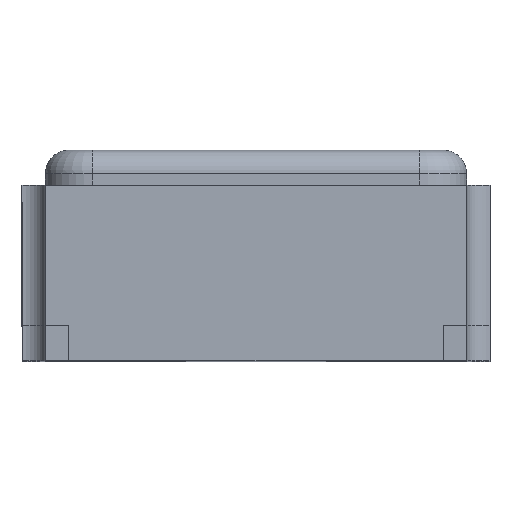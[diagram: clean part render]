
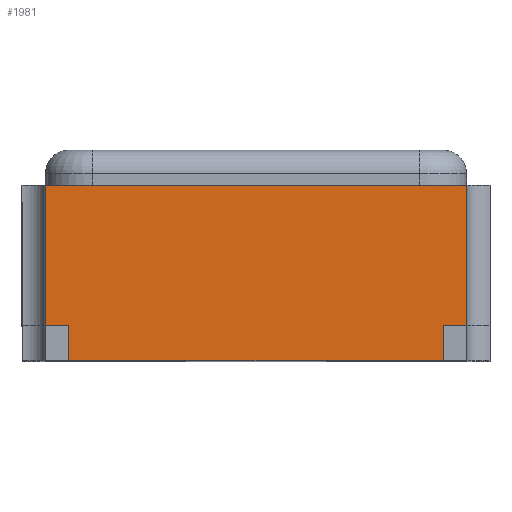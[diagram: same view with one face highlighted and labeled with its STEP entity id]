
A CAD part, top view. The second image highlights one B-rep face of the part: STEP entity #1981.
In plain terms, the highlighted face is planar.
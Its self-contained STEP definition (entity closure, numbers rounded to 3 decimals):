
#100 = CARTESIAN_POINT ( 'NONE',  ( -1.25, 0.15, -0.8 ) ) ;
#121 = CARTESIAN_POINT ( 'NONE',  ( -1.25, 0.75, 0.9 ) ) ;
#184 = AXIS2_PLACEMENT_3D ( 'NONE', #2962, #3709, #3054 ) ;
#203 = EDGE_CURVE ( 'NONE', #3560, #3685, #3870, .T. ) ;
#250 = CARTESIAN_POINT ( 'NONE',  ( -1.25, 0.15, 0.9 ) ) ;
#444 = DIRECTION ( 'NONE',  ( 0., -1., 0. ) ) ;
#450 = ORIENTED_EDGE ( 'NONE', *, *, #597, .T. ) ;
#515 = ORIENTED_EDGE ( 'NONE', *, *, #2479, .F. ) ;
#531 = CARTESIAN_POINT ( 'NONE',  ( -1.25, 0.9, 0.9 ) ) ;
#597 = EDGE_CURVE ( 'NONE', #3073, #3398, #3773, .T. ) ;
#744 = CARTESIAN_POINT ( 'NONE',  ( -1.25, 0.15, -0.8 ) ) ;
#808 = DIRECTION ( 'NONE',  ( 0., -1., 0. ) ) ;
#849 = PLANE ( 'NONE',  #184 ) ;
#856 = VECTOR ( 'NONE', #444, 1000. ) ;
#995 = LINE ( 'NONE', #2049, #2258 ) ;
#1005 = CARTESIAN_POINT ( 'NONE',  ( -1.25, 0., 1. ) ) ;
#1038 = VERTEX_POINT ( 'NONE', #2696 ) ;
#1424 = DIRECTION ( 'NONE',  ( 0., 0., 1. ) ) ;
#1458 = VECTOR ( 'NONE', #2741, 1000. ) ;
#1765 = CARTESIAN_POINT ( 'NONE',  ( -1.25, 0.15, 0.8 ) ) ;
#1853 = EDGE_CURVE ( 'NONE', #2565, #1038, #4017, .T. ) ;
#1911 = ORIENTED_EDGE ( 'NONE', *, *, #2892, .F. ) ;
#1918 = VECTOR ( 'NONE', #4548, 1000. ) ;
#1965 = VERTEX_POINT ( 'NONE', #3001 ) ;
#1981 = ADVANCED_FACE ( 'NONE', ( #3333 ), #849, .F. ) ;
#2033 = DIRECTION ( 'NONE',  ( 0., -1., 0. ) ) ;
#2049 = CARTESIAN_POINT ( 'NONE',  ( -1.25, 0.75, 1. ) ) ;
#2166 = EDGE_CURVE ( 'NONE', #3073, #2562, #995, .T. ) ;
#2176 = LINE ( 'NONE', #1005, #3035 ) ;
#2204 = LINE ( 'NONE', #3372, #4345 ) ;
#2258 = VECTOR ( 'NONE', #1424, 1000. ) ;
#2479 = EDGE_CURVE ( 'NONE', #2565, #3398, #2204, .T. ) ;
#2510 = DIRECTION ( 'NONE',  ( 0., 0., 1. ) ) ;
#2562 = VERTEX_POINT ( 'NONE', #121 ) ;
#2565 = VERTEX_POINT ( 'NONE', #100 ) ;
#2608 = VECTOR ( 'NONE', #2033, 1000. ) ;
#2618 = CARTESIAN_POINT ( 'NONE',  ( -1.25, 0.15, -0.9 ) ) ;
#2696 = CARTESIAN_POINT ( 'NONE',  ( -1.25, 0., -0.8 ) ) ;
#2741 = DIRECTION ( 'NONE',  ( 0., 1., 0. ) ) ;
#2822 = EDGE_CURVE ( 'NONE', #1038, #1965, #2176, .T. ) ;
#2892 = EDGE_CURVE ( 'NONE', #3685, #1965, #2990, .T. ) ;
#2947 = CARTESIAN_POINT ( 'NONE',  ( -1.25, 0.15, 0.8 ) ) ;
#2962 = CARTESIAN_POINT ( 'NONE',  ( -1.25, 0.75, 1. ) ) ;
#2990 = LINE ( 'NONE', #2947, #856 ) ;
#3001 = CARTESIAN_POINT ( 'NONE',  ( -1.25, 0., 0.8 ) ) ;
#3035 = VECTOR ( 'NONE', #2510, 1000. ) ;
#3054 = DIRECTION ( 'NONE',  ( 0., 0., -1. ) ) ;
#3073 = VERTEX_POINT ( 'NONE', #4464 ) ;
#3096 = EDGE_CURVE ( 'NONE', #3560, #2562, #4112, .T. ) ;
#3191 = CARTESIAN_POINT ( 'NONE',  ( -1.25, 0.15, 0.9 ) ) ;
#3240 = ORIENTED_EDGE ( 'NONE', *, *, #1853, .T. ) ;
#3288 = ORIENTED_EDGE ( 'NONE', *, *, #2822, .T. ) ;
#3333 = FACE_OUTER_BOUND ( 'NONE', #4073, .T. ) ;
#3372 = CARTESIAN_POINT ( 'NONE',  ( -1.25, 0.15, -0.9 ) ) ;
#3398 = VERTEX_POINT ( 'NONE', #2618 ) ;
#3478 = ORIENTED_EDGE ( 'NONE', *, *, #203, .F. ) ;
#3560 = VERTEX_POINT ( 'NONE', #250 ) ;
#3685 = VERTEX_POINT ( 'NONE', #1765 ) ;
#3709 = DIRECTION ( 'NONE',  ( 1., 0., 0. ) ) ;
#3773 = LINE ( 'NONE', #4589, #2608 ) ;
#3870 = LINE ( 'NONE', #3191, #1918 ) ;
#3992 = ORIENTED_EDGE ( 'NONE', *, *, #3096, .T. ) ;
#4017 = LINE ( 'NONE', #744, #4143 ) ;
#4073 = EDGE_LOOP ( 'NONE', ( #3288, #1911, #3478, #3992, #4292, #450, #515, #3240 ) ) ;
#4112 = LINE ( 'NONE', #531, #1458 ) ;
#4143 = VECTOR ( 'NONE', #808, 1000. ) ;
#4292 = ORIENTED_EDGE ( 'NONE', *, *, #2166, .F. ) ;
#4345 = VECTOR ( 'NONE', #4403, 1000. ) ;
#4403 = DIRECTION ( 'NONE',  ( 0., 0., -1. ) ) ;
#4464 = CARTESIAN_POINT ( 'NONE',  ( -1.25, 0.75, -0.9 ) ) ;
#4548 = DIRECTION ( 'NONE',  ( 0., 0., -1. ) ) ;
#4589 = CARTESIAN_POINT ( 'NONE',  ( -1.25, 0.9, -0.9 ) ) ;
